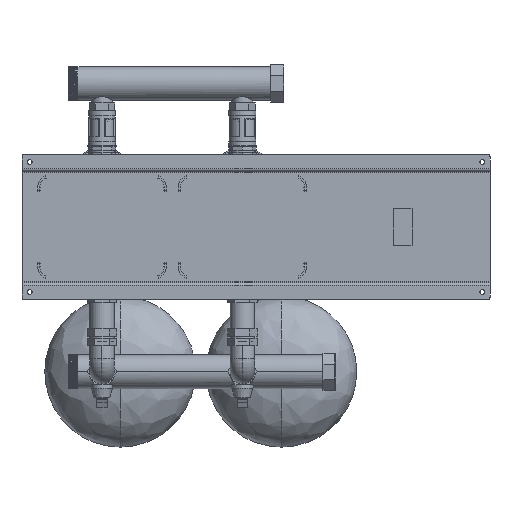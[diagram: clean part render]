
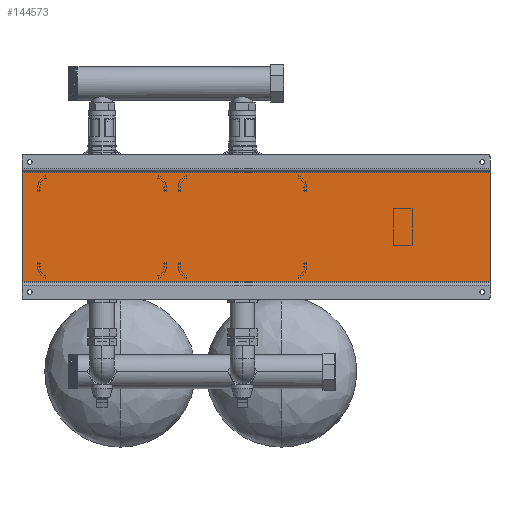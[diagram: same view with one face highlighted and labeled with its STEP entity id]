
A CAD part, front view. The second image highlights one B-rep face of the part: STEP entity #144573.
In plain terms, the highlighted planar face has unit normal (0, -1, 0).
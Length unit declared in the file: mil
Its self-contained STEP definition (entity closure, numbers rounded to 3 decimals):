
#7550 = DIRECTION ( 'NONE',  ( -1., 0., 0. ) ) ;
#11149 = CARTESIAN_POINT ( 'NONE',  ( 17716.535, 2007.874, -4133.858 ) ) ;
#16723 = DIRECTION ( 'NONE',  ( 0., 0., -1. ) ) ;
#18770 = DIRECTION ( 'NONE',  ( -1., 0., 0. ) ) ;
#20278 = VERTEX_POINT ( 'NONE', #36438 ) ;
#21404 = CARTESIAN_POINT ( 'NONE',  ( 17716.535, 2007.874, -4133.858 ) ) ;
#22257 = EDGE_CURVE ( 'NONE', #80770, #130263, #141492, .T. ) ;
#31616 = CARTESIAN_POINT ( 'NONE',  ( 17716.535, 2007.874, 4133.858 ) ) ;
#36438 = CARTESIAN_POINT ( 'NONE',  ( 17716.535, 2007.874, 4133.858 ) ) ;
#36911 = CARTESIAN_POINT ( 'NONE',  ( -17716.535, 2007.874, -4133.858 ) ) ;
#39397 = LINE ( 'NONE', #98531, #114115 ) ;
#40205 = CARTESIAN_POINT ( 'NONE',  ( 17716.535, 2007.874, 4133.858 ) ) ;
#43718 = LINE ( 'NONE', #31616, #101060 ) ;
#46451 = EDGE_CURVE ( 'NONE', #20278, #82541, #96357, .T. ) ;
#55010 = EDGE_CURVE ( 'NONE', #82541, #130263, #39397, .T. ) ;
#56307 = FACE_OUTER_BOUND ( 'NONE', #122659, .T. ) ;
#66402 = VECTOR ( 'NONE', #83172, 39370.079 ) ;
#67373 = ORIENTED_EDGE ( 'NONE', *, *, #22257, .T. ) ;
#67488 = AXIS2_PLACEMENT_3D ( 'NONE', #21404, #146514, #78307 ) ;
#77249 = ORIENTED_EDGE ( 'NONE', *, *, #55010, .F. ) ;
#78307 = DIRECTION ( 'NONE',  ( 1., 0., 0. ) ) ;
#80770 = VERTEX_POINT ( 'NONE', #114552 ) ;
#82541 = VERTEX_POINT ( 'NONE', #11149 ) ;
#83172 = DIRECTION ( 'NONE',  ( 0., 0., -1. ) ) ;
#84029 = CARTESIAN_POINT ( 'NONE',  ( -17716.535, 2007.874, -4133.858 ) ) ;
#96357 = LINE ( 'NONE', #40205, #123336 ) ;
#98531 = CARTESIAN_POINT ( 'NONE',  ( 17716.535, 2007.874, -4133.858 ) ) ;
#101060 = VECTOR ( 'NONE', #18770, 39370.079 ) ;
#102330 = ORIENTED_EDGE ( 'NONE', *, *, #46451, .F. ) ;
#104266 = EDGE_CURVE ( 'NONE', #20278, #80770, #43718, .T. ) ;
#112718 = ORIENTED_EDGE ( 'NONE', *, *, #104266, .T. ) ;
#114115 = VECTOR ( 'NONE', #7550, 39370.079 ) ;
#114552 = CARTESIAN_POINT ( 'NONE',  ( -17716.535, 2007.874, 4133.858 ) ) ;
#122659 = EDGE_LOOP ( 'NONE', ( #67373, #77249, #102330, #112718 ) ) ;
#123336 = VECTOR ( 'NONE', #16723, 39370.079 ) ;
#130263 = VERTEX_POINT ( 'NONE', #84029 ) ;
#141492 = LINE ( 'NONE', #36911, #66402 ) ;
#144573 = ADVANCED_FACE ( 'NONE', ( #56307 ), #148743, .F. ) ;
#146514 = DIRECTION ( 'NONE',  ( 0., 1., 0. ) ) ;
#148743 = PLANE ( 'NONE',  #67488 ) ;
